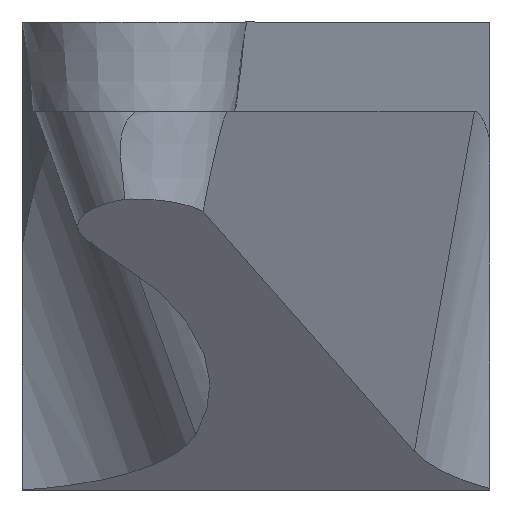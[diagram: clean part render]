
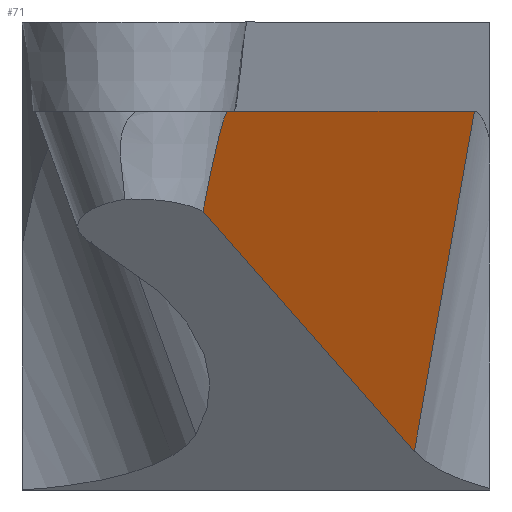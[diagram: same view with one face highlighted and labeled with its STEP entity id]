
A CAD part, left-side view. The second image highlights one B-rep face of the part: STEP entity #71.
In plain terms, the highlighted planar face has unit normal (-0.337, -0.927, -0.164).
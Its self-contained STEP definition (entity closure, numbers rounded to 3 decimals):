
#71=ADVANCED_FACE('',(#101),#88,.F.);
#88=PLANE('',#365);
#101=FACE_OUTER_BOUND('',#119,.T.);
#119=EDGE_LOOP('',(#231,#232,#233,#234,#235));
#132=LINE('',#487,#152);
#142=LINE('',#543,#162);
#145=LINE('',#558,#165);
#146=LINE('',#561,#166);
#152=VECTOR('',#386,1.);
#162=VECTOR('',#414,1.);
#165=VECTOR('',#435,1.);
#166=VECTOR('',#440,1.);
#231=ORIENTED_EDGE('',*,*,#296,.F.);
#232=ORIENTED_EDGE('',*,*,#324,.T.);
#233=ORIENTED_EDGE('',*,*,#315,.F.);
#234=ORIENTED_EDGE('',*,*,#322,.F.);
#235=ORIENTED_EDGE('',*,*,#325,.T.);
#268=VERTEX_POINT('',#486);
#269=VERTEX_POINT('',#488);
#281=VERTEX_POINT('',#533);
#283=VERTEX_POINT('',#542);
#286=VERTEX_POINT('',#557);
#296=EDGE_CURVE('',#268,#269,#132,.T.);
#315=EDGE_CURVE('',#283,#281,#142,.T.);
#322=EDGE_CURVE('',#286,#283,#145,.T.);
#324=EDGE_CURVE('',#268,#281,#146,.T.);
#325=EDGE_CURVE('',#286,#269,#339,.T.);
#339=ELLIPSE('',#364,18.677,2.05);
#364=AXIS2_PLACEMENT_3D('',#562,#441,#442);
#365=AXIS2_PLACEMENT_3D('',#563,#443,#444);
#386=DIRECTION('',(-0.909,0.276,0.313));
#414=DIRECTION('',(0.94,-0.342,0.));
#435=DIRECTION('',(0.94,-0.342,0.));
#440=DIRECTION('',(0.,-0.174,0.985));
#441=DIRECTION('',(-0.337,-0.927,-0.163));
#442=DIRECTION('',(-0.056,-0.154,0.987));
#443=DIRECTION('',(0.337,0.927,0.163));
#444=DIRECTION('',(0.94,-0.342,0.));
#486=CARTESIAN_POINT('',(40.365,16.537,-22.919));
#487=CARTESIAN_POINT('',(-4.064,30.011,-7.621));
#488=CARTESIAN_POINT('',(3.129,27.83,-10.097));
#533=CARTESIAN_POINT('',(40.365,13.335,-4.76));
#542=CARTESIAN_POINT('',(5.155,26.151,-4.76));
#543=CARTESIAN_POINT('',(4.182,26.505,-4.76));
#557=CARTESIAN_POINT('',(4.182,26.505,-4.76));
#558=CARTESIAN_POINT('',(4.182,26.505,-4.76));
#561=CARTESIAN_POINT('',(40.365,21.179,-49.241));
#562=CARTESIAN_POINT('',(5.226,29.374,-23.186));
#563=CARTESIAN_POINT('',(0.,35.427,-46.729));
